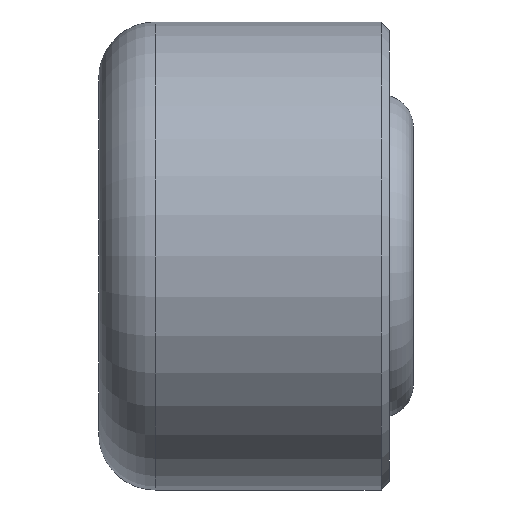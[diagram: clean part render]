
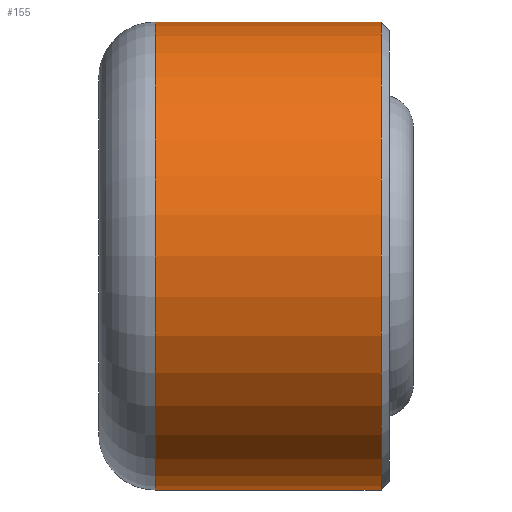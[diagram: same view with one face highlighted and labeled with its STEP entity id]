
A CAD part, left-side view. The second image highlights one B-rep face of the part: STEP entity #155.
In plain terms, the highlighted cylindrical face has radius 14.5 mm (diameter 29 mm), a partial arc.
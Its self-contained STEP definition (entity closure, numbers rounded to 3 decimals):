
#41 = CARTESIAN_POINT ( 'NONE',  ( 0., 21.12, -14.5 ) ) ;
#42 = EDGE_CURVE ( 'NONE', #88, #908, #289, .T. ) ;
#88 = VERTEX_POINT ( 'NONE', #1349 ) ;
#95 = EDGE_CURVE ( 'NONE', #250, #88, #1108, .T. ) ;
#132 = EDGE_CURVE ( 'NONE', #908, #508, #235, .T. ) ;
#155 = ADVANCED_FACE ( 'NONE', ( #196 ), #175, .T. ) ;
#171 = AXIS2_PLACEMENT_3D ( 'NONE', #963, #949, #1000 ) ;
#175 = CYLINDRICAL_SURFACE ( 'NONE', #171, 14.5 ) ;
#196 = FACE_OUTER_BOUND ( 'NONE', #622, .T. ) ;
#235 = CIRCLE ( 'NONE', #440, 14.5 ) ;
#250 = VERTEX_POINT ( 'NONE', #302 ) ;
#289 = LINE ( 'NONE', #1375, #936 ) ;
#302 = CARTESIAN_POINT ( 'NONE',  ( 0., 0.5, -14.5 ) ) ;
#369 = VECTOR ( 'NONE', #605, 1000. ) ;
#440 = AXIS2_PLACEMENT_3D ( 'NONE', #1089, #1081, #1070 ) ;
#473 = AXIS2_PLACEMENT_3D ( 'NONE', #1162, #1157, #1148 ) ;
#508 = VERTEX_POINT ( 'NONE', #1547 ) ;
#577 = LINE ( 'NONE', #41, #369 ) ;
#605 = DIRECTION ( 'NONE',  ( 0., 1., 0. ) ) ;
#622 = EDGE_LOOP ( 'NONE', ( #1173, #724, #1517, #920 ) ) ;
#724 = ORIENTED_EDGE ( 'NONE', *, *, #95, .T. ) ;
#908 = VERTEX_POINT ( 'NONE', #1248 ) ;
#920 = ORIENTED_EDGE ( 'NONE', *, *, #132, .T. ) ;
#936 = VECTOR ( 'NONE', #1381, 1000. ) ;
#949 = DIRECTION ( 'NONE',  ( 0., 1., 0. ) ) ;
#963 = CARTESIAN_POINT ( 'NONE',  ( 0., 21.12, 0. ) ) ;
#1000 = DIRECTION ( 'NONE',  ( 0., 0., 1. ) ) ;
#1070 = DIRECTION ( 'NONE',  ( 0., 0., 1. ) ) ;
#1081 = DIRECTION ( 'NONE',  ( 0., -1., 0. ) ) ;
#1089 = CARTESIAN_POINT ( 'NONE',  ( 0., 14.5, 0. ) ) ;
#1108 = CIRCLE ( 'NONE', #473, 14.5 ) ;
#1148 = DIRECTION ( 'NONE',  ( 0., 0., -1. ) ) ;
#1157 = DIRECTION ( 'NONE',  ( 0., 1., 0. ) ) ;
#1162 = CARTESIAN_POINT ( 'NONE',  ( 0., 0.5, 0. ) ) ;
#1173 = ORIENTED_EDGE ( 'NONE', *, *, #1625, .F. ) ;
#1248 = CARTESIAN_POINT ( 'NONE',  ( 0., 14.5, 14.5 ) ) ;
#1349 = CARTESIAN_POINT ( 'NONE',  ( 0., 0.5, 14.5 ) ) ;
#1375 = CARTESIAN_POINT ( 'NONE',  ( 0., 21.12, 14.5 ) ) ;
#1381 = DIRECTION ( 'NONE',  ( 0., 1., 0. ) ) ;
#1517 = ORIENTED_EDGE ( 'NONE', *, *, #42, .T. ) ;
#1547 = CARTESIAN_POINT ( 'NONE',  ( 0., 14.5, -14.5 ) ) ;
#1625 = EDGE_CURVE ( 'NONE', #250, #508, #577, .T. ) ;
